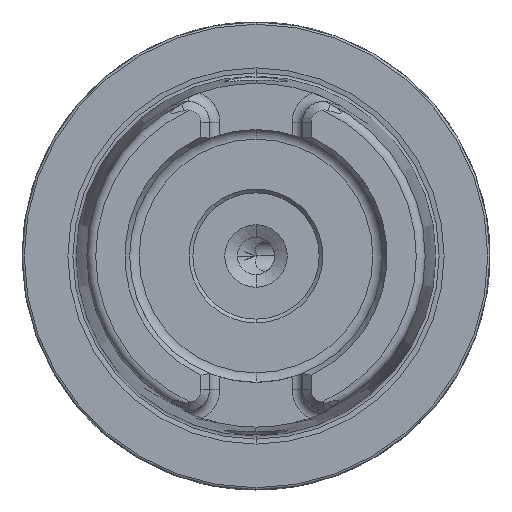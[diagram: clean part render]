
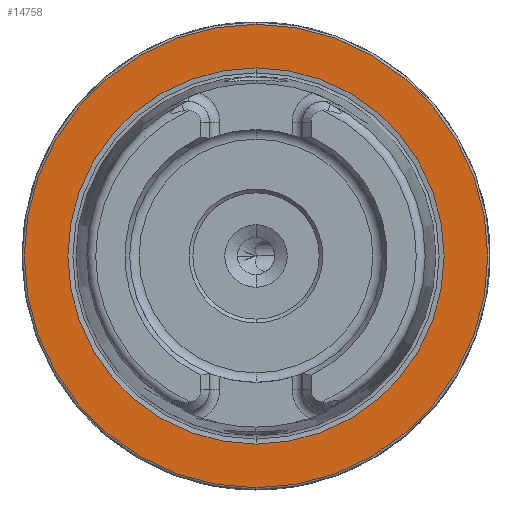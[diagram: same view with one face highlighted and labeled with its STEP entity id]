
A CAD part, left-side view. The second image highlights one B-rep face of the part: STEP entity #14758.
In plain terms, the highlighted planar face has unit normal (-1, 0, 0).
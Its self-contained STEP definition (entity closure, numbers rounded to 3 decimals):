
#1091 = DIRECTION ( 'NONE',  ( -1., 0., 0. ) ) ;
#1214 = PLANE ( 'NONE',  #4112 ) ;
#1316 = AXIS2_PLACEMENT_3D ( 'NONE', #6347, #1091, #15365 ) ;
#1760 = CARTESIAN_POINT ( 'NONE',  ( 0., 0., 0. ) ) ;
#3699 = VERTEX_POINT ( 'NONE', #12027 ) ;
#3880 = EDGE_CURVE ( 'NONE', #13230, #9417, #7641, .T. ) ;
#4112 = AXIS2_PLACEMENT_3D ( 'NONE', #16553, #16721, #7591 ) ;
#4194 = DIRECTION ( 'NONE',  ( -1., 0., 0. ) ) ;
#4407 = EDGE_LOOP ( 'NONE', ( #7112, #9466 ) ) ;
#5242 = EDGE_CURVE ( 'NONE', #9417, #13230, #15344, .T. ) ;
#5378 = DIRECTION ( 'NONE',  ( 0., 0., 1. ) ) ;
#5782 = CARTESIAN_POINT ( 'NONE',  ( 0., 0., 0. ) ) ;
#6347 = CARTESIAN_POINT ( 'NONE',  ( 0., 0., 0. ) ) ;
#6359 = CARTESIAN_POINT ( 'NONE',  ( 0., 0., 31.2 ) ) ;
#6476 = AXIS2_PLACEMENT_3D ( 'NONE', #15682, #9281, #11886 ) ;
#7112 = ORIENTED_EDGE ( 'NONE', *, *, #8817, .F. ) ;
#7591 = DIRECTION ( 'NONE',  ( 0., 0., -1. ) ) ;
#7641 = CIRCLE ( 'NONE', #1316, 31.2 ) ;
#7705 = CIRCLE ( 'NONE', #16476, 25.324 ) ;
#8083 = EDGE_LOOP ( 'NONE', ( #11607, #12180 ) ) ;
#8316 = DIRECTION ( 'NONE',  ( -1., 0., 0. ) ) ;
#8817 = EDGE_CURVE ( 'NONE', #3699, #11189, #10573, .T. ) ;
#9281 = DIRECTION ( 'NONE',  ( -1., 0., 0. ) ) ;
#9417 = VERTEX_POINT ( 'NONE', #12541 ) ;
#9466 = ORIENTED_EDGE ( 'NONE', *, *, #9826, .F. ) ;
#9826 = EDGE_CURVE ( 'NONE', #11189, #3699, #7705, .T. ) ;
#10573 = CIRCLE ( 'NONE', #6476, 25.324 ) ;
#11189 = VERTEX_POINT ( 'NONE', #11707 ) ;
#11607 = ORIENTED_EDGE ( 'NONE', *, *, #3880, .T. ) ;
#11707 = CARTESIAN_POINT ( 'NONE',  ( 0., 0., -25.324 ) ) ;
#11793 = FACE_BOUND ( 'NONE', #4407, .T. ) ;
#11886 = DIRECTION ( 'NONE',  ( 0., 0., 1. ) ) ;
#12027 = CARTESIAN_POINT ( 'NONE',  ( 0., 0., 25.324 ) ) ;
#12180 = ORIENTED_EDGE ( 'NONE', *, *, #5242, .T. ) ;
#12300 = AXIS2_PLACEMENT_3D ( 'NONE', #5782, #8316, #15911 ) ;
#12541 = CARTESIAN_POINT ( 'NONE',  ( 0., 0., -31.2 ) ) ;
#13230 = VERTEX_POINT ( 'NONE', #6359 ) ;
#14758 = ADVANCED_FACE ( 'NONE', ( #11793, #15253 ), #1214, .F. ) ;
#15253 = FACE_OUTER_BOUND ( 'NONE', #8083, .T. ) ;
#15344 = CIRCLE ( 'NONE', #12300, 31.2 ) ;
#15365 = DIRECTION ( 'NONE',  ( 0., 0., 1. ) ) ;
#15682 = CARTESIAN_POINT ( 'NONE',  ( 0., 0., 0. ) ) ;
#15911 = DIRECTION ( 'NONE',  ( 0., 0., 1. ) ) ;
#16476 = AXIS2_PLACEMENT_3D ( 'NONE', #1760, #4194, #5378 ) ;
#16553 = CARTESIAN_POINT ( 'NONE',  ( 0., 31.2, 0. ) ) ;
#16721 = DIRECTION ( 'NONE',  ( 1., 0., 0. ) ) ;
